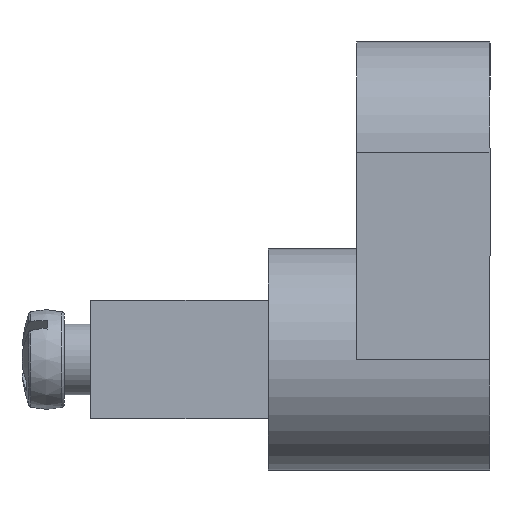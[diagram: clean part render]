
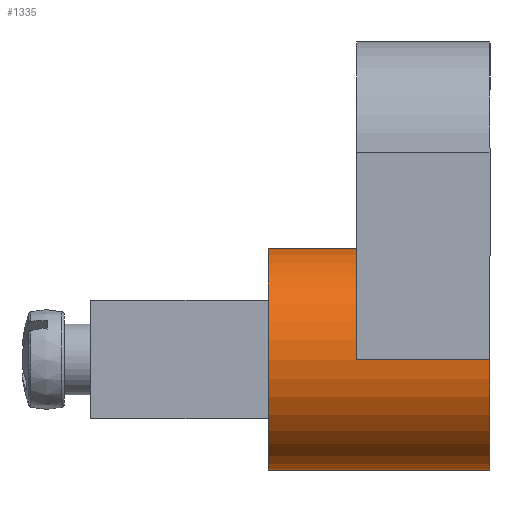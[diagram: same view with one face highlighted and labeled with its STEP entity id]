
A CAD part, left-side view. The second image highlights one B-rep face of the part: STEP entity #1335.
In plain terms, the highlighted cylindrical face has radius 7.5 mm (diameter 15 mm), a full revolution.
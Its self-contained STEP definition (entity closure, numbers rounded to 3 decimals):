
#106=LINE('',#2509,#152);
#107=LINE('',#2512,#153);
#152=VECTOR('',#1839,9.);
#153=VECTOR('',#1842,9.);
#274=FACE_BOUND('',#571,.T.);
#355=CIRCLE('',#1492,7.5);
#356=CIRCLE('',#1493,7.5);
#357=CIRCLE('',#1494,7.5);
#431=FACE_OUTER_BOUND('',#570,.T.);
#570=EDGE_LOOP('',(#1129,#1130,#1131,#1132));
#571=EDGE_LOOP('',(#1133));
#717=VERTEX_POINT('',#2505);
#718=VERTEX_POINT('',#2506);
#719=VERTEX_POINT('',#2508);
#720=VERTEX_POINT('',#2510);
#721=VERTEX_POINT('',#2513);
#862=EDGE_CURVE('',#717,#718,#355,.T.);
#863=EDGE_CURVE('',#719,#718,#106,.T.);
#864=EDGE_CURVE('',#720,#719,#356,.T.);
#865=EDGE_CURVE('',#720,#717,#107,.T.);
#866=EDGE_CURVE('',#721,#721,#357,.T.);
#1129=ORIENTED_EDGE('',*,*,#862,.T.);
#1130=ORIENTED_EDGE('',*,*,#863,.F.);
#1131=ORIENTED_EDGE('',*,*,#864,.F.);
#1132=ORIENTED_EDGE('',*,*,#865,.T.);
#1133=ORIENTED_EDGE('',*,*,#866,.F.);
#1226=CYLINDRICAL_SURFACE('',#1491,7.5);
#1335=ADVANCED_FACE('',(#431,#274),#1226,.T.);
#1491=AXIS2_PLACEMENT_3D('',#2504,#1835,#1836);
#1492=AXIS2_PLACEMENT_3D('',#2507,#1837,#1838);
#1493=AXIS2_PLACEMENT_3D('',#2511,#1840,#1841);
#1494=AXIS2_PLACEMENT_3D('',#2514,#1843,#1844);
#1835=DIRECTION('center_axis',(0.,1.,0.));
#1836=DIRECTION('ref_axis',(0.,0.,1.));
#1837=DIRECTION('center_axis',(0.,1.,0.));
#1838=DIRECTION('ref_axis',(0.,0.,1.));
#1839=DIRECTION('',(0.,1.,0.));
#1840=DIRECTION('center_axis',(0.,-1.,0.));
#1841=DIRECTION('ref_axis',(0.,0.,1.));
#1842=DIRECTION('',(0.,1.,0.));
#1843=DIRECTION('center_axis',(0.,1.,0.));
#1844=DIRECTION('ref_axis',(0.,0.,1.));
#2504=CARTESIAN_POINT('Origin',(-7.,-10.607,0.));
#2505=CARTESIAN_POINT('',(-7.,9.,7.5));
#2506=CARTESIAN_POINT('',(-7.,9.,-7.5));
#2507=CARTESIAN_POINT('Origin',(-7.,9.,0.));
#2508=CARTESIAN_POINT('',(-7.,0.,-7.5));
#2509=CARTESIAN_POINT('',(-7.,-10.607,-7.5));
#2510=CARTESIAN_POINT('',(-7.,0.,7.5));
#2511=CARTESIAN_POINT('Origin',(-7.,0.,0.));
#2512=CARTESIAN_POINT('',(-7.,-10.607,7.5));
#2513=CARTESIAN_POINT('',(-7.,15.,7.5));
#2514=CARTESIAN_POINT('Origin',(-7.,15.,0.));
